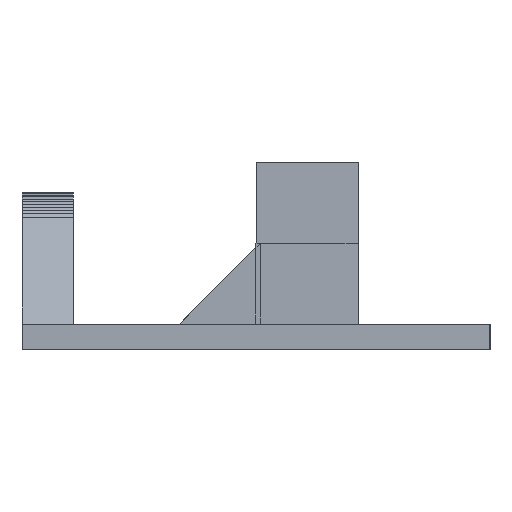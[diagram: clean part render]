
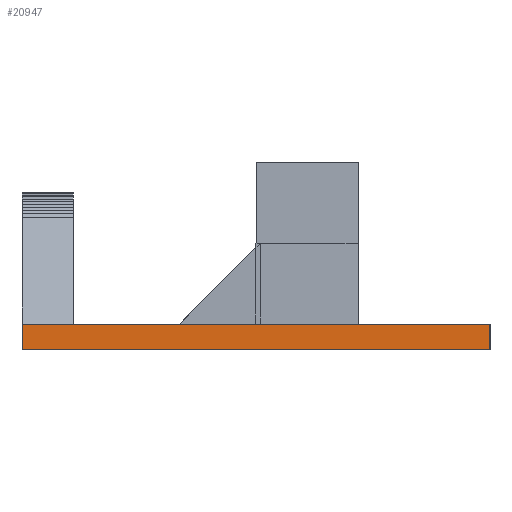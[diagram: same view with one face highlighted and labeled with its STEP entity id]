
A CAD part, left-side view. The second image highlights one B-rep face of the part: STEP entity #20947.
In plain terms, the highlighted planar face has unit normal (-1, 0, 0).
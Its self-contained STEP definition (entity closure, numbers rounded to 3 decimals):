
#3345 = PLANE('',#3346);
#3346 = AXIS2_PLACEMENT_3D('',#3347,#3348,#3349);
#3347 = CARTESIAN_POINT('',(-33.,-27.5,1.5));
#3348 = DIRECTION('',(0.,0.,1.));
#3349 = DIRECTION('',(1.,0.,0.));
#8191 = VERTEX_POINT('',#8192);
#8192 = CARTESIAN_POINT('',(-33.,27.5,1.5));
#8208 = PLANE('',#8209);
#8209 = AXIS2_PLACEMENT_3D('',#8210,#8211,#8212);
#8210 = CARTESIAN_POINT('',(-33.,27.5,-1.5));
#8211 = DIRECTION('',(0.,1.,0.));
#8212 = DIRECTION('',(0.,0.,1.));
#8220 = EDGE_CURVE('',#8221,#8191,#8223,.T.);
#8221 = VERTEX_POINT('',#8222);
#8222 = CARTESIAN_POINT('',(-33.,-27.5,1.5));
#8223 = SURFACE_CURVE('',#8224,(#8228,#8235),.PCURVE_S1.);
#8224 = LINE('',#8225,#8226);
#8225 = CARTESIAN_POINT('',(-33.,-27.5,1.5));
#8226 = VECTOR('',#8227,1.);
#8227 = DIRECTION('',(0.,1.,0.));
#8228 = PCURVE('',#3345,#8229);
#8229 = DEFINITIONAL_REPRESENTATION('',(#8230),#8234);
#8230 = LINE('',#8231,#8232);
#8231 = CARTESIAN_POINT('',(0.,0.));
#8232 = VECTOR('',#8233,1.);
#8233 = DIRECTION('',(0.,1.));
#8234 = ( GEOMETRIC_REPRESENTATION_CONTEXT(2) 
PARAMETRIC_REPRESENTATION_CONTEXT() REPRESENTATION_CONTEXT('2D SPACE',''
  ) );
#8235 = PCURVE('',#8236,#8241);
#8236 = PLANE('',#8237);
#8237 = AXIS2_PLACEMENT_3D('',#8238,#8239,#8240);
#8238 = CARTESIAN_POINT('',(-33.,-27.5,-1.5));
#8239 = DIRECTION('',(1.,0.,0.));
#8240 = DIRECTION('',(0.,0.,1.));
#8241 = DEFINITIONAL_REPRESENTATION('',(#8242),#8246);
#8242 = LINE('',#8243,#8244);
#8243 = CARTESIAN_POINT('',(3.,0.));
#8244 = VECTOR('',#8245,1.);
#8245 = DIRECTION('',(0.,-1.));
#8246 = ( GEOMETRIC_REPRESENTATION_CONTEXT(2) 
PARAMETRIC_REPRESENTATION_CONTEXT() REPRESENTATION_CONTEXT('2D SPACE',''
  ) );
#8264 = PLANE('',#8265);
#8265 = AXIS2_PLACEMENT_3D('',#8266,#8267,#8268);
#8266 = CARTESIAN_POINT('',(-33.,-27.5,-1.5));
#8267 = DIRECTION('',(0.,1.,0.));
#8268 = DIRECTION('',(0.,0.,1.));
#20763 = VERTEX_POINT('',#20764);
#20764 = CARTESIAN_POINT('',(-33.,27.5,-1.5));
#20778 = PLANE('',#20779);
#20779 = AXIS2_PLACEMENT_3D('',#20780,#20781,#20782);
#20780 = CARTESIAN_POINT('',(-33.,-27.5,-1.5));
#20781 = DIRECTION('',(0.,0.,1.));
#20782 = DIRECTION('',(1.,0.,0.));
#20790 = EDGE_CURVE('',#20763,#8191,#20791,.T.);
#20791 = SURFACE_CURVE('',#20792,(#20796,#20803),.PCURVE_S1.);
#20792 = LINE('',#20793,#20794);
#20793 = CARTESIAN_POINT('',(-33.,27.5,-1.5));
#20794 = VECTOR('',#20795,1.);
#20795 = DIRECTION('',(0.,0.,1.));
#20796 = PCURVE('',#8208,#20797);
#20797 = DEFINITIONAL_REPRESENTATION('',(#20798),#20802);
#20798 = LINE('',#20799,#20800);
#20799 = CARTESIAN_POINT('',(0.,0.));
#20800 = VECTOR('',#20801,1.);
#20801 = DIRECTION('',(1.,0.));
#20802 = ( GEOMETRIC_REPRESENTATION_CONTEXT(2) 
PARAMETRIC_REPRESENTATION_CONTEXT() REPRESENTATION_CONTEXT('2D SPACE',''
  ) );
#20803 = PCURVE('',#8236,#20804);
#20804 = DEFINITIONAL_REPRESENTATION('',(#20805),#20809);
#20805 = LINE('',#20806,#20807);
#20806 = CARTESIAN_POINT('',(0.,-55.));
#20807 = VECTOR('',#20808,1.);
#20808 = DIRECTION('',(1.,0.));
#20809 = ( GEOMETRIC_REPRESENTATION_CONTEXT(2) 
PARAMETRIC_REPRESENTATION_CONTEXT() REPRESENTATION_CONTEXT('2D SPACE',''
  ) );
#20947 = ADVANCED_FACE('',(#20948),#8236,.F.);
#20948 = FACE_BOUND('',#20949,.F.);
#20949 = EDGE_LOOP('',(#20950,#20973,#20994,#20995));
#20950 = ORIENTED_EDGE('',*,*,#20951,.F.);
#20951 = EDGE_CURVE('',#20952,#8221,#20954,.T.);
#20952 = VERTEX_POINT('',#20953);
#20953 = CARTESIAN_POINT('',(-33.,-27.5,-1.5));
#20954 = SURFACE_CURVE('',#20955,(#20959,#20966),.PCURVE_S1.);
#20955 = LINE('',#20956,#20957);
#20956 = CARTESIAN_POINT('',(-33.,-27.5,-1.5));
#20957 = VECTOR('',#20958,1.);
#20958 = DIRECTION('',(0.,0.,1.));
#20959 = PCURVE('',#8236,#20960);
#20960 = DEFINITIONAL_REPRESENTATION('',(#20961),#20965);
#20961 = LINE('',#20962,#20963);
#20962 = CARTESIAN_POINT('',(0.,0.));
#20963 = VECTOR('',#20964,1.);
#20964 = DIRECTION('',(1.,0.));
#20965 = ( GEOMETRIC_REPRESENTATION_CONTEXT(2) 
PARAMETRIC_REPRESENTATION_CONTEXT() REPRESENTATION_CONTEXT('2D SPACE',''
  ) );
#20966 = PCURVE('',#8264,#20967);
#20967 = DEFINITIONAL_REPRESENTATION('',(#20968),#20972);
#20968 = LINE('',#20969,#20970);
#20969 = CARTESIAN_POINT('',(0.,0.));
#20970 = VECTOR('',#20971,1.);
#20971 = DIRECTION('',(1.,0.));
#20972 = ( GEOMETRIC_REPRESENTATION_CONTEXT(2) 
PARAMETRIC_REPRESENTATION_CONTEXT() REPRESENTATION_CONTEXT('2D SPACE',''
  ) );
#20973 = ORIENTED_EDGE('',*,*,#20974,.T.);
#20974 = EDGE_CURVE('',#20952,#20763,#20975,.T.);
#20975 = SURFACE_CURVE('',#20976,(#20980,#20987),.PCURVE_S1.);
#20976 = LINE('',#20977,#20978);
#20977 = CARTESIAN_POINT('',(-33.,-27.5,-1.5));
#20978 = VECTOR('',#20979,1.);
#20979 = DIRECTION('',(0.,1.,0.));
#20980 = PCURVE('',#8236,#20981);
#20981 = DEFINITIONAL_REPRESENTATION('',(#20982),#20986);
#20982 = LINE('',#20983,#20984);
#20983 = CARTESIAN_POINT('',(0.,0.));
#20984 = VECTOR('',#20985,1.);
#20985 = DIRECTION('',(0.,-1.));
#20986 = ( GEOMETRIC_REPRESENTATION_CONTEXT(2) 
PARAMETRIC_REPRESENTATION_CONTEXT() REPRESENTATION_CONTEXT('2D SPACE',''
  ) );
#20987 = PCURVE('',#20778,#20988);
#20988 = DEFINITIONAL_REPRESENTATION('',(#20989),#20993);
#20989 = LINE('',#20990,#20991);
#20990 = CARTESIAN_POINT('',(0.,0.));
#20991 = VECTOR('',#20992,1.);
#20992 = DIRECTION('',(0.,1.));
#20993 = ( GEOMETRIC_REPRESENTATION_CONTEXT(2) 
PARAMETRIC_REPRESENTATION_CONTEXT() REPRESENTATION_CONTEXT('2D SPACE',''
  ) );
#20994 = ORIENTED_EDGE('',*,*,#20790,.T.);
#20995 = ORIENTED_EDGE('',*,*,#8220,.F.);
